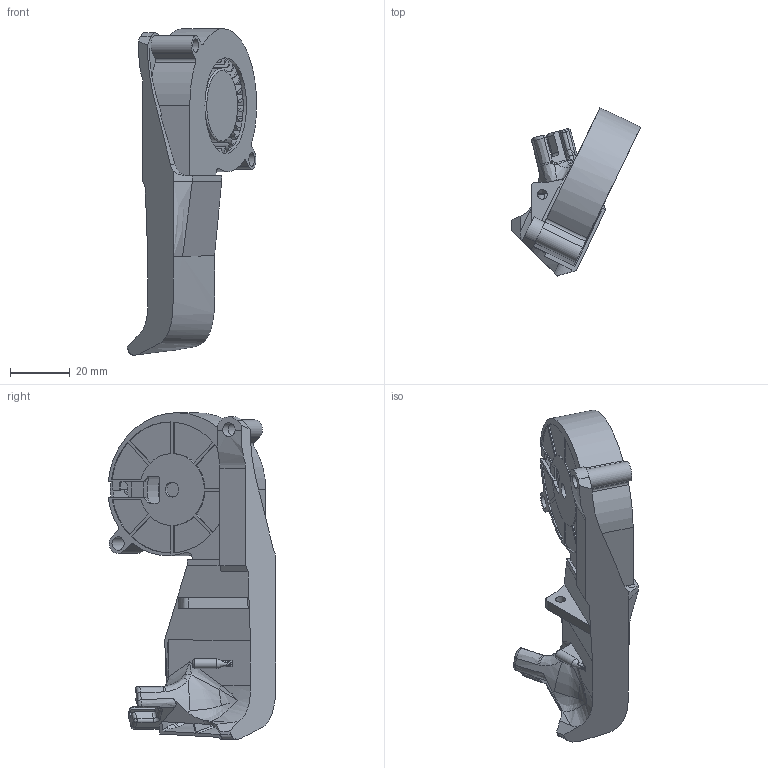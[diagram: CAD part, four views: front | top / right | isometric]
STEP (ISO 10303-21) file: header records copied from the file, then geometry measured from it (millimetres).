
FILE_DESCRIPTION(/* description */ (''),/* implementation_level */ '2;1');
FILE_NAME(/* name */ 'LED_Duct_R.step',/* time_stamp */ '2022-12-05T09:30:57+01:00',/* author */ (''),/* organization */ (''),/* preprocessor_version */ 'ST-DEVELOPER v19.2',/* originating_system */ 'Autodesk Translation Framework v11.17.0.187',/* authorisation */ '');
FILE_SCHEMA (('AUTOMOTIVE_DESIGN { 1 0 10303 214 3 1 1 }'));
Length unit declared in the file: millimetre
Products named in the file (4): LED_Duct_R; 5015 Fan Right; turbine (1) (1); bottom (1) (1)
Assembly tree (3 placements, depth 3):
  LED_Duct_R
    5015 Fan Right
      turbine (1) (1)
      bottom (1) (1)
Bounding box: 43.15 x 55.98 x 109.04 mm (x, y, z)
Volume: 18469.8 mm3; surface area: 31655.3 mm2
Topology: 3 solids, 3 shells, 486 faces, 1317 edges, 842 vertices
Faces by surface type: plane 192, cylinder 168, bspline 80, cone 36, sphere 6, torus 4
Full cylindrical faces by diameter (mm): 3.2 x1, 4.5 x2, 4.6 x1, 5 x1, 22.8 x1, 24.5 x1, 32 x1
Entity records: 20877 total; most frequent: CARTESIAN_POINT 8807, ORIENTED_EDGE 2628, DIRECTION 2410, EDGE_CURVE 1314, AXIS2_PLACEMENT_3D 949, VERTEX_POINT 842, CIRCLE 526, EDGE_LOOP 514
